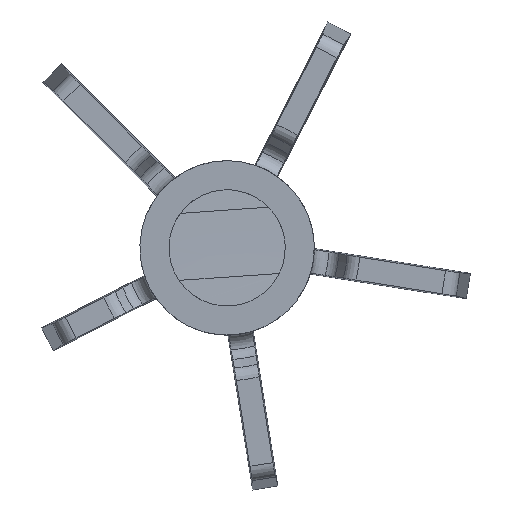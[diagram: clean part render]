
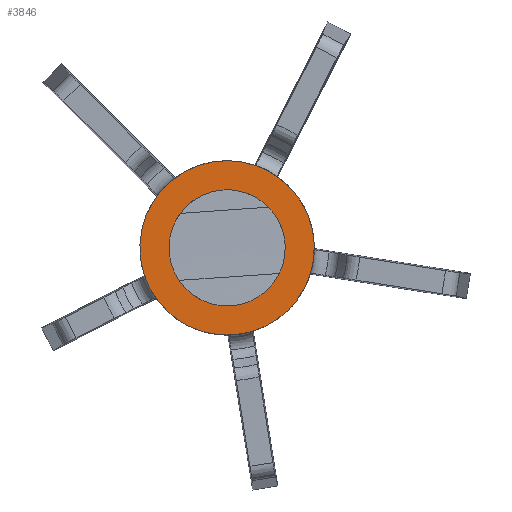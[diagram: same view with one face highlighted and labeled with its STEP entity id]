
A CAD part, front view. The second image highlights one B-rep face of the part: STEP entity #3846.
In plain terms, the highlighted planar face has unit normal (0, -1, 0).
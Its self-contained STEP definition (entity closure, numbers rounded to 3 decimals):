
#3846 = ADVANCED_FACE('',(#3847,#3888),#3862,.T.);
#3847 = FACE_BOUND('',#3848,.T.);
#3848 = EDGE_LOOP('',(#3849,#3873));
#3849 = ORIENTED_EDGE('',*,*,#3850,.T.);
#3850 = EDGE_CURVE('',#3851,#3853,#3855,.T.);
#3851 = VERTEX_POINT('',#3852);
#3852 = CARTESIAN_POINT('',(1894.279,-736.567,
    1130.152));
#3853 = VERTEX_POINT('',#3854);
#3854 = CARTESIAN_POINT('',(1888.817,-736.567,
    1132.618));
#3855 = SURFACE_CURVE('',#3856,(#3861),.PCURVE_S1.);
#3856 = CIRCLE('',#3857,3.);
#3857 = AXIS2_PLACEMENT_3D('',#3858,#3859,#3860);
#3858 = CARTESIAN_POINT('',(1891.606,-736.567,
    1131.514));
#3859 = DIRECTION('',(0.,-1.,0.));
#3860 = DIRECTION('',(0.891,0.,-0.454));
#3861 = PCURVE('',#3862,#3867);
#3862 = PLANE('',#3863);
#3863 = AXIS2_PLACEMENT_3D('',#3864,#3865,#3866);
#3864 = CARTESIAN_POINT('',(1891.606,-736.567,
    1131.514));
#3865 = DIRECTION('',(0.,-1.,0.));
#3866 = DIRECTION('',(0.891,0.,-0.454));
#3867 = DEFINITIONAL_REPRESENTATION('',(#3868),#3872);
#3868 = CIRCLE('',#3869,3.);
#3869 = AXIS2_PLACEMENT_2D('',#3870,#3871);
#3870 = CARTESIAN_POINT('',(0.,0.));
#3871 = DIRECTION('',(1.,0.));
#3872 = ( GEOMETRIC_REPRESENTATION_CONTEXT(2) 
PARAMETRIC_REPRESENTATION_CONTEXT() REPRESENTATION_CONTEXT('2D SPACE',''
  ) );
#3873 = ORIENTED_EDGE('',*,*,#3874,.T.);
#3874 = EDGE_CURVE('',#3853,#3851,#3875,.T.);
#3875 = SURFACE_CURVE('',#3876,(#3881),.PCURVE_S1.);
#3876 = CIRCLE('',#3877,3.);
#3877 = AXIS2_PLACEMENT_3D('',#3878,#3879,#3880);
#3878 = CARTESIAN_POINT('',(1891.606,-736.567,
    1131.514));
#3879 = DIRECTION('',(0.,-1.,0.));
#3880 = DIRECTION('',(0.891,0.,-0.454));
#3881 = PCURVE('',#3862,#3882);
#3882 = DEFINITIONAL_REPRESENTATION('',(#3883),#3887);
#3883 = CIRCLE('',#3884,3.);
#3884 = AXIS2_PLACEMENT_2D('',#3885,#3886);
#3885 = CARTESIAN_POINT('',(0.,0.));
#3886 = DIRECTION('',(1.,0.));
#3887 = ( GEOMETRIC_REPRESENTATION_CONTEXT(2) 
PARAMETRIC_REPRESENTATION_CONTEXT() REPRESENTATION_CONTEXT('2D SPACE',''
  ) );
#3888 = FACE_BOUND('',#3889,.T.);
#3889 = EDGE_LOOP('',(#3890,#3909));
#3890 = ORIENTED_EDGE('',*,*,#3891,.F.);
#3891 = EDGE_CURVE('',#3892,#3894,#3896,.T.);
#3892 = VERTEX_POINT('',#3893);
#3893 = CARTESIAN_POINT('',(1893.388,-736.567,
    1130.606));
#3894 = VERTEX_POINT('',#3895);
#3895 = CARTESIAN_POINT('',(1889.997,-736.567,
    1132.701));
#3896 = SURFACE_CURVE('',#3897,(#3902),.PCURVE_S1.);
#3897 = CIRCLE('',#3898,2.);
#3898 = AXIS2_PLACEMENT_3D('',#3899,#3900,#3901);
#3899 = CARTESIAN_POINT('',(1891.606,-736.567,
    1131.514));
#3900 = DIRECTION('',(0.,-1.,0.));
#3901 = DIRECTION('',(0.891,0.,-0.454));
#3902 = PCURVE('',#3862,#3903);
#3903 = DEFINITIONAL_REPRESENTATION('',(#3904),#3908);
#3904 = CIRCLE('',#3905,2.);
#3905 = AXIS2_PLACEMENT_2D('',#3906,#3907);
#3906 = CARTESIAN_POINT('',(0.,0.));
#3907 = DIRECTION('',(1.,0.));
#3908 = ( GEOMETRIC_REPRESENTATION_CONTEXT(2) 
PARAMETRIC_REPRESENTATION_CONTEXT() REPRESENTATION_CONTEXT('2D SPACE',''
  ) );
#3909 = ORIENTED_EDGE('',*,*,#3910,.F.);
#3910 = EDGE_CURVE('',#3894,#3892,#3911,.T.);
#3911 = SURFACE_CURVE('',#3912,(#3917),.PCURVE_S1.);
#3912 = CIRCLE('',#3913,2.);
#3913 = AXIS2_PLACEMENT_3D('',#3914,#3915,#3916);
#3914 = CARTESIAN_POINT('',(1891.606,-736.567,
    1131.514));
#3915 = DIRECTION('',(0.,-1.,0.));
#3916 = DIRECTION('',(0.891,0.,-0.454));
#3917 = PCURVE('',#3862,#3918);
#3918 = DEFINITIONAL_REPRESENTATION('',(#3919),#3923);
#3919 = CIRCLE('',#3920,2.);
#3920 = AXIS2_PLACEMENT_2D('',#3921,#3922);
#3921 = CARTESIAN_POINT('',(0.,0.));
#3922 = DIRECTION('',(1.,0.));
#3923 = ( GEOMETRIC_REPRESENTATION_CONTEXT(2) 
PARAMETRIC_REPRESENTATION_CONTEXT() REPRESENTATION_CONTEXT('2D SPACE',''
  ) );
